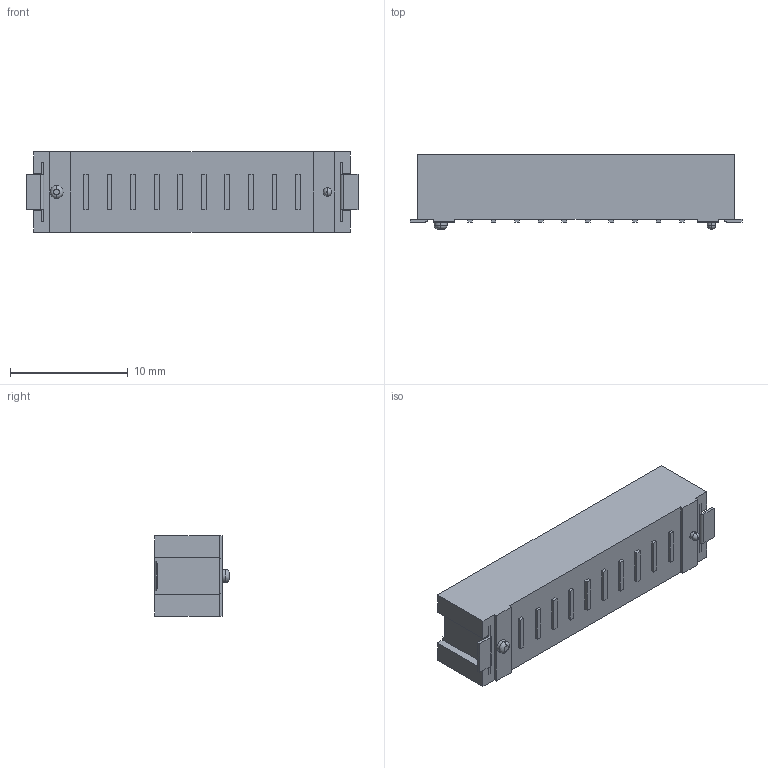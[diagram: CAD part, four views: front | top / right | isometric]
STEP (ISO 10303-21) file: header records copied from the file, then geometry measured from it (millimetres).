
FILE_DESCRIPTION (( 'STEP AP214' ), '1' );
FILE_NAME ('10159560-600221RLF.STEP', '2024-09-10T22:45:33', ( '' ), ( '' ), 'SwSTEP 2.0', 'SolidWorks 2021', '' );
FILE_SCHEMA (( 'AUTOMOTIVE_DESIGN' ));
Length unit declared in the file: millimetre
Products named in the file (1): 10159560-600221RLF
Bounding box: 28.2 x 6.3 x 6.8 mm (x, y, z)
Volume: 588.4 mm3; surface area: 1391.8 mm2
Topology: 23 solids, 23 shells, 283 faces, 620 edges, 386 vertices
Faces by surface type: plane 271, cylinder 8, torus 4
Entity records: 7734 total; most frequent: CARTESIAN_POINT 1290, ORIENTED_EDGE 1240, DIRECTION 1212, EDGE_CURVE 620, LINE 596, VECTOR 596, VERTEX_POINT 386, AXIS2_PLACEMENT_3D 308
